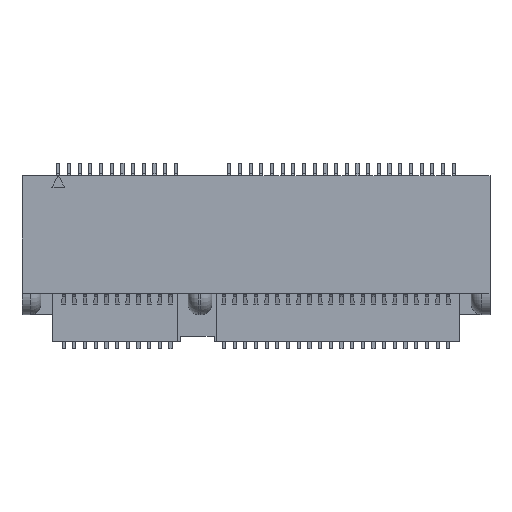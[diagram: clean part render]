
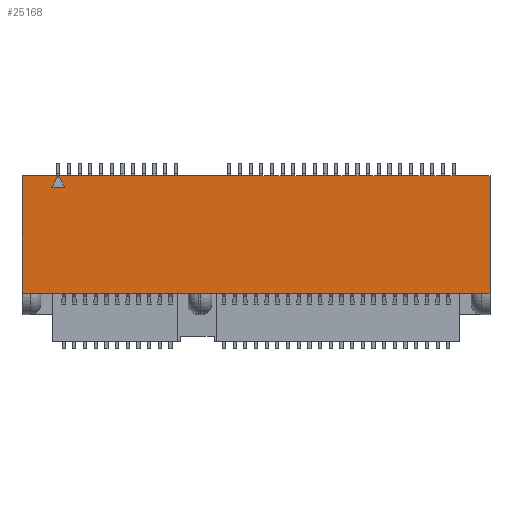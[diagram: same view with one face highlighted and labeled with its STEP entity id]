
A CAD part, top view. The second image highlights one B-rep face of the part: STEP entity #25168.
In plain terms, the highlighted face is planar.
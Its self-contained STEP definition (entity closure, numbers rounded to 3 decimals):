
#1164=B_SPLINE_CURVE_WITH_KNOTS('',1,(#39505,#39506),.UNSPECIFIED.,.F.,
 .U.,(2,2),(-0.375,0.),.UNSPECIFIED.);
#1212=B_SPLINE_CURVE_WITH_KNOTS('',1,(#40477,#40478),.UNSPECIFIED.,.F.,
 .U.,(2,2),(-0.1,0.),.UNSPECIFIED.);
#3022=VECTOR('',#29499,1.);
#3024=VECTOR('',#29502,1.);
#3025=VECTOR('',#29504,1.);
#3792=VECTOR('',#30657,1.);
#4018=VECTOR('',#31078,1.);
#4019=VECTOR('',#31080,1.);
#4031=VECTOR('',#31101,1.);
#4032=VECTOR('',#31102,1.);
#4033=VECTOR('',#31103,1.);
#5884=LINE('',#37252,#3022);
#5886=LINE('',#37256,#3024);
#5887=LINE('',#37258,#3025);
#6654=LINE('',#39513,#3792);
#6880=LINE('',#40489,#4018);
#6881=LINE('',#40491,#4019);
#6893=LINE('',#40523,#4031);
#6894=LINE('',#40525,#4032);
#6895=LINE('',#40527,#4033);
#8604=VERTEX_POINT('',#37249);
#8605=VERTEX_POINT('',#37251);
#8606=VERTEX_POINT('',#37255);
#9223=VERTEX_POINT('',#39495);
#9224=VERTEX_POINT('',#39504);
#9226=VERTEX_POINT('',#39512);
#9442=VERTEX_POINT('',#40471);
#9443=VERTEX_POINT('',#40479);
#9444=VERTEX_POINT('',#40492);
#9451=VERTEX_POINT('',#40524);
#9452=VERTEX_POINT('',#40526);
#11916=EDGE_CURVE('',#8605,#8604,#5884,.T.);
#11918=EDGE_CURVE('',#8604,#8606,#5886,.T.);
#11919=EDGE_CURVE('',#8606,#8605,#5887,.T.);
#12837=EDGE_CURVE('',#9224,#9223,#1164,.T.);
#12841=EDGE_CURVE('',#9226,#9224,#6654,.T.);
#13210=EDGE_CURVE('',#9442,#9443,#1212,.T.);
#13213=EDGE_CURVE('',#9223,#9442,#6880,.T.);
#13214=EDGE_CURVE('',#9443,#9444,#6881,.T.);
#13228=EDGE_CURVE('',#9226,#9451,#6893,.T.);
#13229=EDGE_CURVE('',#9451,#9452,#6894,.T.);
#13230=EDGE_CURVE('',#9452,#9444,#6895,.T.);
#20495=ORIENTED_EDGE('',*,*,#13214,.F.);
#20496=ORIENTED_EDGE('',*,*,#13210,.F.);
#20497=ORIENTED_EDGE('',*,*,#13213,.F.);
#20498=ORIENTED_EDGE('',*,*,#12837,.F.);
#20499=ORIENTED_EDGE('',*,*,#12841,.F.);
#20500=ORIENTED_EDGE('',*,*,#13228,.T.);
#20501=ORIENTED_EDGE('',*,*,#13229,.T.);
#20502=ORIENTED_EDGE('',*,*,#13230,.T.);
#20503=ORIENTED_EDGE('',*,*,#11919,.F.);
#20504=ORIENTED_EDGE('',*,*,#11918,.F.);
#20505=ORIENTED_EDGE('',*,*,#11916,.F.);
#22313=EDGE_LOOP('',(#20495,#20496,#20497,#20498,#20499,#20500,#20501,#20502));
#22314=EDGE_LOOP('',(#20503,#20504,#20505));
#23791=FACE_BOUND('',#22313,.T.);
#23792=FACE_BOUND('',#22314,.T.);
#25168=ADVANCED_FACE('',(#23791,#23792),#41683,.T.);
#26575=AXIS2_PLACEMENT_3D('',#40522,#31100,$);
#29499=DIRECTION('',(1.,0.,0.));
#29502=DIRECTION('',(-0.5,0.,-0.866));
#29504=DIRECTION('',(-0.5,0.,0.866));
#30657=DIRECTION('',(0.,0.,1.));
#31078=DIRECTION('',(-1.,0.,0.));
#31080=DIRECTION('',(-1.,0.,0.));
#31100=DIRECTION('',(0.,1.,0.));
#31101=DIRECTION('',(-1.,0.,0.));
#31102=DIRECTION('',(0.,0.,1.));
#31103=DIRECTION('',(1.,0.,0.));
#37249=CARTESIAN_POINT('',(-8.95,1.885,-7.22));
#37251=CARTESIAN_POINT('',(-9.55,1.885,-7.22));
#37252=CARTESIAN_POINT('',(-9.55,1.885,-7.22));
#37255=CARTESIAN_POINT('',(-9.25,1.885,-7.74));
#37256=CARTESIAN_POINT('',(-8.95,1.885,-7.22));
#37258=CARTESIAN_POINT('',(-9.25,1.885,-7.74));
#39495=CARTESIAN_POINT('',(10.575,1.885,-2.25));
#39504=CARTESIAN_POINT('',(10.95,1.885,-2.25));
#39505=CARTESIAN_POINT('',(10.95,1.885,-2.25));
#39506=CARTESIAN_POINT('',(10.575,1.885,-2.25));
#39512=CARTESIAN_POINT('',(10.95,1.885,-7.75));
#39513=CARTESIAN_POINT('',(10.95,1.885,-7.75));
#40471=CARTESIAN_POINT('',(-2.575,1.885,-2.25));
#40477=CARTESIAN_POINT('',(-2.575,1.885,-2.25));
#40478=CARTESIAN_POINT('',(-2.675,1.885,-2.25));
#40479=CARTESIAN_POINT('',(-2.675,1.885,-2.25));
#40489=CARTESIAN_POINT('',(10.575,1.885,-2.25));
#40491=CARTESIAN_POINT('',(-2.675,1.885,-2.25));
#40492=CARTESIAN_POINT('',(-10.575,1.885,-2.25));
#40522=CARTESIAN_POINT('',(-13.141,1.885,-8.301));
#40523=CARTESIAN_POINT('',(10.95,1.885,-7.75));
#40524=CARTESIAN_POINT('',(-10.95,1.885,-7.75));
#40525=CARTESIAN_POINT('',(-10.95,1.885,-7.75));
#40526=CARTESIAN_POINT('',(-10.95,1.885,-2.25));
#40527=CARTESIAN_POINT('',(-10.95,1.885,-2.25));
#41683=PLANE('',#26575);
